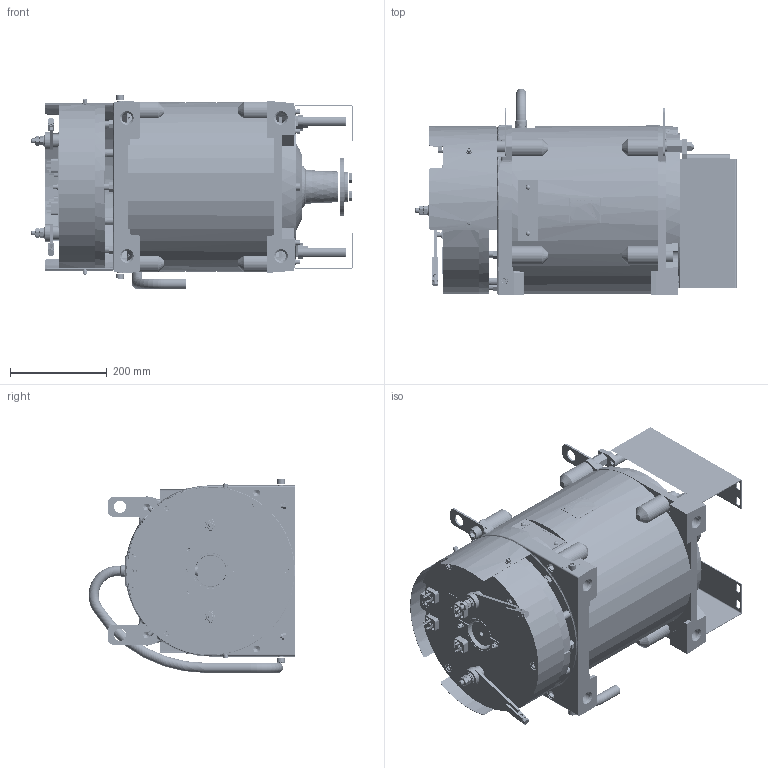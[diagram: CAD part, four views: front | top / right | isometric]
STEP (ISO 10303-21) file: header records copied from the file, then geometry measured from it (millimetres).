
FILE_DESCRIPTION (( 'STEP AP203' ), '1' );
FILE_NAME ('ns1_10.step', '2022-11-03T12:07:56', ( '' ), ( '' ), '', '', '' );
FILE_SCHEMA (( 'CONFIG_CONTROL_DESIGN' ));
Products named in the file (1): ns1_10
Bounding box: 663 x 426.81 x 399.99 mm (x, y, z)
Surface area: 2157515 mm2 (no closed solid volume)
Topology: 0 solids, 525 shells, 3988 faces, 33293 edges, 29715 vertices
Faces by surface type: cylinder 2033, plane 1588, bspline 151, cone 141, torus 58, sphere 17
Full cylindrical faces by diameter (mm): 2 x1652, 3.2 x1, 3.4 x6, 3.5 x2, 4.2 x2, 4.3 x2, 5 x4, 6 x9, 6.5 x14, 8 x3, 8.2 x2, 10 x15, 12 x14, 13.9 x1, 14 x5, 16 x15, 18 x6, 20 x6, 20.9 x3, 21 x4, 22 x2, 24 x8, 25 x6, 26 x2, 28 x2, 30 x4, 36 x2, 55 x1, 62 x1, 65.5 x1
Entity records: 414486 total; most frequent: CARTESIAN_POINT 200860, DIRECTION 36480, ORIENTED_EDGE 34681, EDGE_CURVE 29651, VERTEX_POINT 27997, AXIS2_PLACEMENT_3D 13062, EDGE_LOOP 11652, VECTOR 10356
